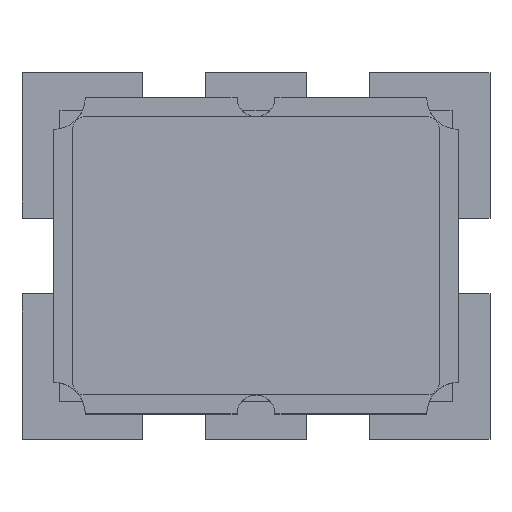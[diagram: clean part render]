
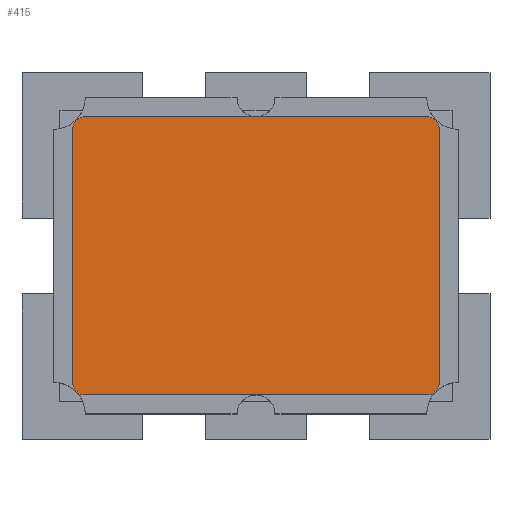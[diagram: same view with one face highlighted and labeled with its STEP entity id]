
A CAD part, top view. The second image highlights one B-rep face of the part: STEP entity #415.
In plain terms, the highlighted planar face has unit normal (0, 0, 1).
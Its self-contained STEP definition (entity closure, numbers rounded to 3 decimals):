
#415=ADVANCED_FACE('',(#585),#505,.T.);
#505=PLANE('',#2118);
#585=FACE_OUTER_BOUND('',#669,.T.);
#669=EDGE_LOOP('',(#1185,#1186,#1187,#1188,#1189,#1190,#1191,#1192));
#765=LINE('',#2702,#975);
#766=LINE('',#2706,#976);
#767=LINE('',#2710,#977);
#768=LINE('',#2714,#978);
#975=VECTOR('',#2242,1.);
#976=VECTOR('',#2245,1.);
#977=VECTOR('',#2248,1.);
#978=VECTOR('',#2251,1.);
#1185=ORIENTED_EDGE('',*,*,#1835,.T.);
#1186=ORIENTED_EDGE('',*,*,#1836,.F.);
#1187=ORIENTED_EDGE('',*,*,#1837,.T.);
#1188=ORIENTED_EDGE('',*,*,#1838,.F.);
#1189=ORIENTED_EDGE('',*,*,#1839,.T.);
#1190=ORIENTED_EDGE('',*,*,#1840,.F.);
#1191=ORIENTED_EDGE('',*,*,#1841,.T.);
#1192=ORIENTED_EDGE('',*,*,#1842,.F.);
#1673=VERTEX_POINT('',#2700);
#1674=VERTEX_POINT('',#2701);
#1675=VERTEX_POINT('',#2703);
#1676=VERTEX_POINT('',#2705);
#1677=VERTEX_POINT('',#2707);
#1678=VERTEX_POINT('',#2709);
#1679=VERTEX_POINT('',#2711);
#1680=VERTEX_POINT('',#2713);
#1835=EDGE_CURVE('',#1673,#1674,#2079,.T.);
#1836=EDGE_CURVE('',#1675,#1674,#765,.T.);
#1837=EDGE_CURVE('',#1675,#1676,#2080,.T.);
#1838=EDGE_CURVE('',#1677,#1676,#766,.T.);
#1839=EDGE_CURVE('',#1677,#1678,#2081,.T.);
#1840=EDGE_CURVE('',#1679,#1678,#767,.T.);
#1841=EDGE_CURVE('',#1679,#1680,#2082,.T.);
#1842=EDGE_CURVE('',#1673,#1680,#768,.T.);
#2079=CIRCLE('',#2114,0.1);
#2080=CIRCLE('',#2115,0.1);
#2081=CIRCLE('',#2116,0.1);
#2082=CIRCLE('',#2117,0.1);
#2114=AXIS2_PLACEMENT_3D('',#2699,#2240,#2241);
#2115=AXIS2_PLACEMENT_3D('',#2704,#2243,#2244);
#2116=AXIS2_PLACEMENT_3D('',#2708,#2246,#2247);
#2117=AXIS2_PLACEMENT_3D('',#2712,#2249,#2250);
#2118=AXIS2_PLACEMENT_3D('',#2715,#2252,#2253);
#2240=DIRECTION('',(0.,0.,1.));
#2241=DIRECTION('',(-1.,0.,0.));
#2242=DIRECTION('',(-1.,0.,0.));
#2243=DIRECTION('',(0.,0.,1.));
#2244=DIRECTION('',(0.,-1.,0.));
#2245=DIRECTION('',(0.,-1.,0.));
#2246=DIRECTION('',(0.,0.,1.));
#2247=DIRECTION('',(1.,0.,0.));
#2248=DIRECTION('',(1.,0.,0.));
#2249=DIRECTION('',(0.,0.,1.));
#2250=DIRECTION('',(0.,1.,0.));
#2251=DIRECTION('',(0.,1.,0.));
#2252=DIRECTION('',(0.,0.,1.));
#2253=DIRECTION('',(-1.,0.,0.));
#2699=CARTESIAN_POINT('',(-1.35,-1.,1.126));
#2700=CARTESIAN_POINT('',(-1.45,-1.,1.126));
#2701=CARTESIAN_POINT('',(-1.35,-1.1,1.126));
#2702=CARTESIAN_POINT('',(1.35,-1.1,1.126));
#2703=CARTESIAN_POINT('',(1.35,-1.1,1.126));
#2704=CARTESIAN_POINT('',(1.35,-1.,1.126));
#2705=CARTESIAN_POINT('',(1.45,-1.,1.126));
#2706=CARTESIAN_POINT('',(1.45,1.,1.126));
#2707=CARTESIAN_POINT('',(1.45,1.,1.126));
#2708=CARTESIAN_POINT('',(1.35,1.,1.126));
#2709=CARTESIAN_POINT('',(1.35,1.1,1.126));
#2710=CARTESIAN_POINT('',(-1.35,1.1,1.126));
#2711=CARTESIAN_POINT('',(-1.35,1.1,1.126));
#2712=CARTESIAN_POINT('',(-1.35,1.,1.126));
#2713=CARTESIAN_POINT('',(-1.45,1.,1.126));
#2714=CARTESIAN_POINT('',(-1.45,-1.,1.126));
#2715=CARTESIAN_POINT('',(0.,0.,1.126));
